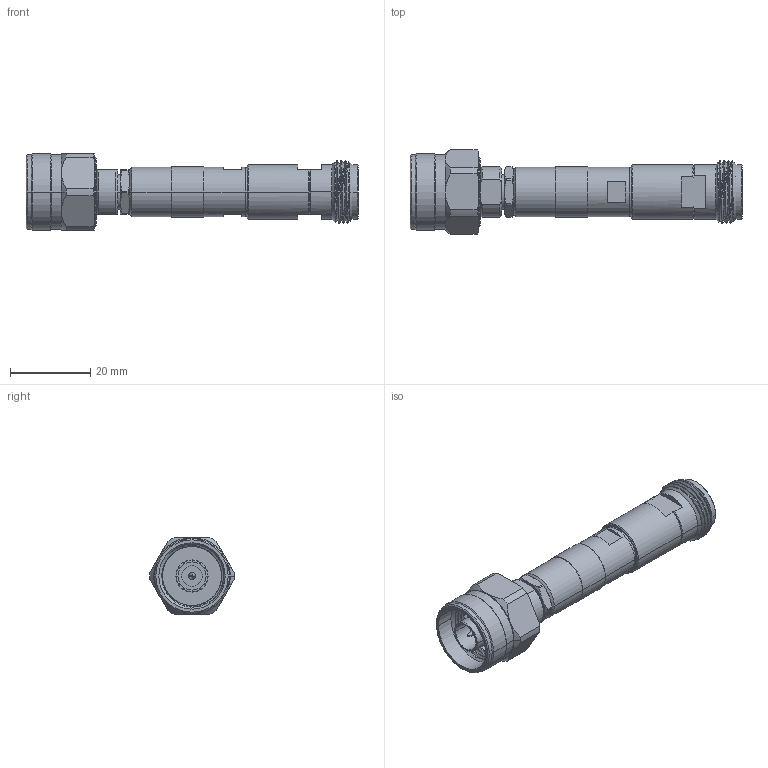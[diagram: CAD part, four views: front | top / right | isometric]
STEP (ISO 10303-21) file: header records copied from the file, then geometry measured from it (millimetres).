
FILE_DESCRIPTION (( 'STEP AP214' ), '1' );
FILE_NAME ('SMP8208_3D.step', '2023-03-15T16:38:21', ( '' ), ( '' ), 'SwSTEP 2.0', 'SolidWorks 2022', '' );
FILE_SCHEMA (( 'AUTOMOTIVE_DESIGN' ));
Length unit declared in the file: inch
Products named in the file (1): SMP8208_3D
Bounding box: 82.6 x 21 x 19.1 mm (x, y, z)
Volume: 10281.5 mm3; surface area: 7474.6 mm2
Topology: 1 solids, 4 shells, 315 faces, 751 edges, 467 vertices
Faces by surface type: cone 110, cylinder 102, plane 84, sphere 12, bspline 7
Entity records: 14065 total; most frequent: CARTESIAN_POINT 6719, DIRECTION 1606, ORIENTED_EDGE 1502, EDGE_CURVE 751, AXIS2_PLACEMENT_3D 678, VERTEX_POINT 467, CIRCLE 369, EDGE_LOOP 344
